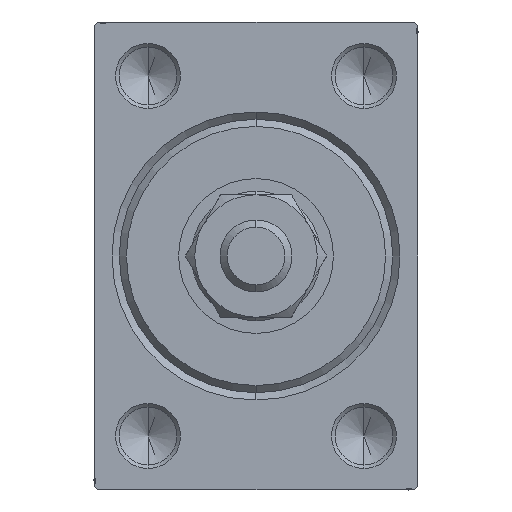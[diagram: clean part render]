
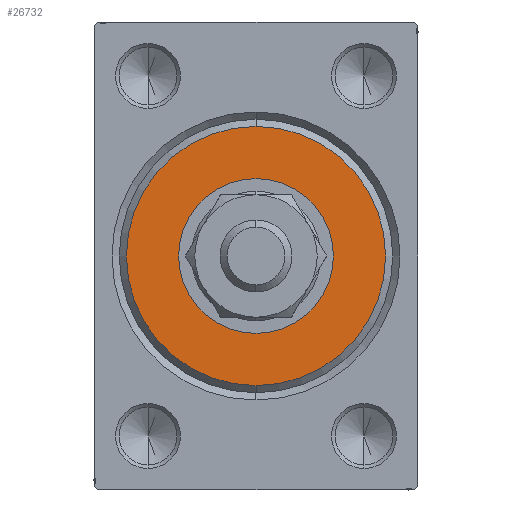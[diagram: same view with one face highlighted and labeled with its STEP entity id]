
A CAD part, left-side view. The second image highlights one B-rep face of the part: STEP entity #26732.
In plain terms, the highlighted face is planar.
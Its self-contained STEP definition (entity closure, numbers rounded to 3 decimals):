
#155 = CARTESIAN_POINT ( 'NONE',  ( 3., 0., -18. ) ) ;
#2118 = CARTESIAN_POINT ( 'NONE',  ( 3., 0., 0. ) ) ;
#2444 = DIRECTION ( 'NONE',  ( 0., 0., -1. ) ) ;
#2456 = EDGE_LOOP ( 'NONE', ( #3510, #20561 ) ) ;
#3510 = ORIENTED_EDGE ( 'NONE', *, *, #16287, .T. ) ;
#4099 = CARTESIAN_POINT ( 'NONE',  ( 3., 0., 0. ) ) ;
#4955 = FACE_OUTER_BOUND ( 'NONE', #2456, .T. ) ;
#5458 = AXIS2_PLACEMENT_3D ( 'NONE', #4099, #40500, #15365 ) ;
#6442 = EDGE_LOOP ( 'NONE', ( #7174, #6673 ) ) ;
#6673 = ORIENTED_EDGE ( 'NONE', *, *, #6694, .T. ) ;
#6694 = EDGE_CURVE ( 'NONE', #22551, #18115, #41974, .T. ) ;
#6907 = CIRCLE ( 'NONE', #33199, 10.75 ) ;
#7174 = ORIENTED_EDGE ( 'NONE', *, *, #14546, .T. ) ;
#8474 = DIRECTION ( 'NONE',  ( 1., 0., 0. ) ) ;
#14539 = CARTESIAN_POINT ( 'NONE',  ( 3., 0., 0. ) ) ;
#14546 = EDGE_CURVE ( 'NONE', #18115, #22551, #6907, .T. ) ;
#15365 = DIRECTION ( 'NONE',  ( 0., 0., -1. ) ) ;
#16287 = EDGE_CURVE ( 'NONE', #29970, #28904, #37013, .T. ) ;
#17954 = AXIS2_PLACEMENT_3D ( 'NONE', #19938, #34287, #34059 ) ;
#18115 = VERTEX_POINT ( 'NONE', #35189 ) ;
#19938 = CARTESIAN_POINT ( 'NONE',  ( 3., 0., 0. ) ) ;
#20561 = ORIENTED_EDGE ( 'NONE', *, *, #45136, .T. ) ;
#22042 = DIRECTION ( 'NONE',  ( -1., 0., 0. ) ) ;
#22551 = VERTEX_POINT ( 'NONE', #23046 ) ;
#23046 = CARTESIAN_POINT ( 'NONE',  ( 3., 0., -10.75 ) ) ;
#26732 = ADVANCED_FACE ( 'NONE', ( #4955, #44437 ), #40912, .T. ) ;
#28195 = DIRECTION ( 'NONE',  ( 0., 0., -1. ) ) ;
#28904 = VERTEX_POINT ( 'NONE', #155 ) ;
#29551 = AXIS2_PLACEMENT_3D ( 'NONE', #34189, #33954, #2444 ) ;
#29970 = VERTEX_POINT ( 'NONE', #33934 ) ;
#30569 = DIRECTION ( 'NONE',  ( 0., 0., -1. ) ) ;
#31047 = CIRCLE ( 'NONE', #29551, 18. ) ;
#33199 = AXIS2_PLACEMENT_3D ( 'NONE', #14539, #22042, #28195 ) ;
#33934 = CARTESIAN_POINT ( 'NONE',  ( 3., 0., 18. ) ) ;
#33954 = DIRECTION ( 'NONE',  ( 1., 0., 0. ) ) ;
#34059 = DIRECTION ( 'NONE',  ( 0., 0., -1. ) ) ;
#34189 = CARTESIAN_POINT ( 'NONE',  ( 3., 0., 0. ) ) ;
#34287 = DIRECTION ( 'NONE',  ( -1., 0., 0. ) ) ;
#35189 = CARTESIAN_POINT ( 'NONE',  ( 3., 0., 10.75 ) ) ;
#37013 = CIRCLE ( 'NONE', #5458, 18. ) ;
#40500 = DIRECTION ( 'NONE',  ( 1., 0., 0. ) ) ;
#40912 = PLANE ( 'NONE',  #46455 ) ;
#41974 = CIRCLE ( 'NONE', #17954, 10.75 ) ;
#44437 = FACE_BOUND ( 'NONE', #6442, .T. ) ;
#45136 = EDGE_CURVE ( 'NONE', #28904, #29970, #31047, .T. ) ;
#46455 = AXIS2_PLACEMENT_3D ( 'NONE', #2118, #8474, #30569 ) ;
